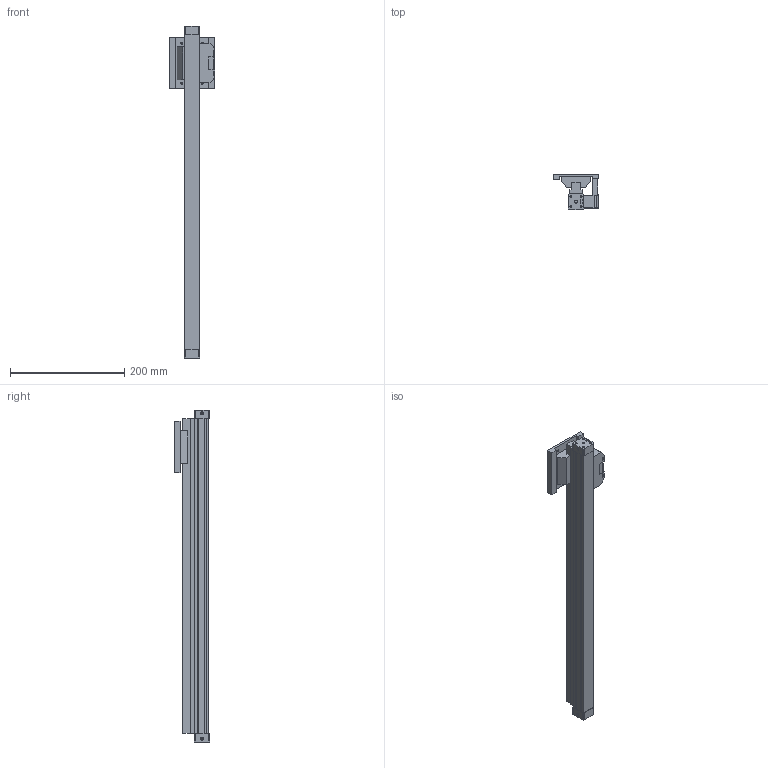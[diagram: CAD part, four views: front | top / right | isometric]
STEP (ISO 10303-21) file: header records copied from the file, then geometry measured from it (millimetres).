
FILE_DESCRIPTION( ( 'STEP AP203' ), '1' );
FILE_NAME( 'MCRPLK-16-0450(0).stp', '2021-02-01T09:43:48', ( 'License CC BY-ND 4.0' ), ( 'CADENAS' ), ' ', 'PARTsolutions', ' ' );
FILE_SCHEMA( ( 'CONFIG_CONTROL_DESIGN' ) );
Length unit declared in the file: millimetre
Products named in the file (3): MCRPLK-16-0450(0); _BODYMCRPLK16450; _RODMCRPLK16
Assembly tree (2 placements, depth 2):
  MCRPLK-16-0450(0)
    _BODYMCRPLK16450
    _RODMCRPLK16
Bounding box: 80 x 61.7 x 580 mm (x, y, z)
Volume: 680587.2 mm3; surface area: 119141.1 mm2
Topology: 2 solids, 2 shells, 235 faces, 590 edges, 380 vertices
Faces by surface type: plane 183, cylinder 30, cone 18, torus 4
Full cylindrical faces by diameter (mm): 2.459 x8, 3.242 x4, 4.134 x6, 7 x4
Entity records: 6778 total; most frequent: CARTESIAN_POINT 1156, DIRECTION 1104, ORIENTED_EDGE 1084, EDGE_CURVE 542, LINE 456, VECTOR 456, VERTEX_POINT 376, AXIS2_PLACEMENT_3D 324
